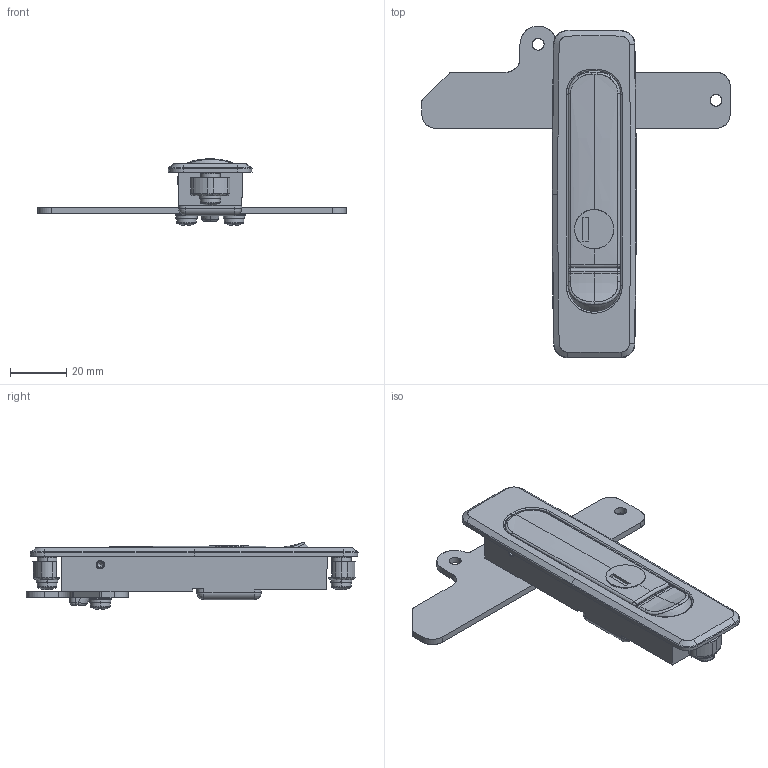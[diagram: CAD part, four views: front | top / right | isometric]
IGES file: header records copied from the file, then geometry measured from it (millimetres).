
Start section: SolidWorks IGES file using analytic representation for surfaces
Global section: file name: A-240-A-2-1-TAK60.IGS,15; native system: HSolidWorks 2012; preprocessor: SolidWorks 2012; author: 1337yo; date: 160323.100442; units: millimetre
Bounding box: 110 x 118.48 x 24.06 mm (x, y, z)
Surface area: 30223 mm2 (no closed solid volume)
Topology: 0 solids, 0 shells, 1114 faces, 11715 edges, 11686 vertices
Faces by surface type: bspline 760, revolution 354
